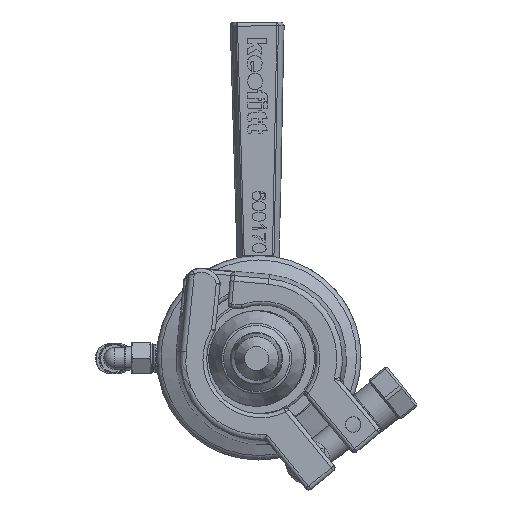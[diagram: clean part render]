
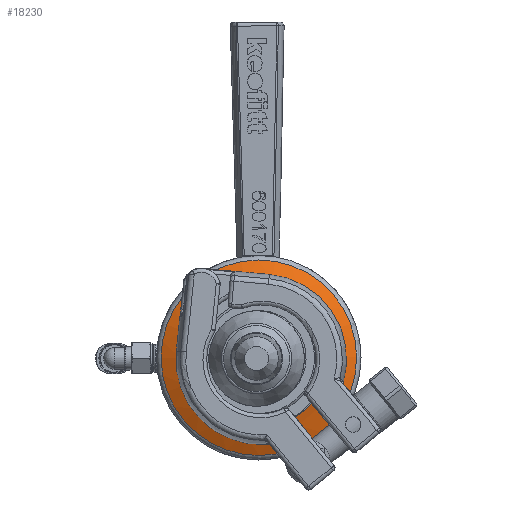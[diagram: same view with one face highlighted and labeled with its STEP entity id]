
A CAD part, left-side view. The second image highlights one B-rep face of the part: STEP entity #18230.
In plain terms, the highlighted conical face has half-angle 65 degrees and reference radius 20.25 mm.
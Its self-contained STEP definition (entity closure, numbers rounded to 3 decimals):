
#376=CONICAL_SURFACE('',#19790,20.25,1.134);
#1971=FACE_OUTER_BOUND('',#2991,.T.);
#2991=EDGE_LOOP('',(#13659,#13660,#13661,#13662,#13663,#13664));
#4052=LINE('',#34438,#5200);
#5200=VECTOR('',#22907,20.25);
#6388=CIRCLE('',#19788,25.345);
#6389=CIRCLE('',#19789,25.345);
#6390=CIRCLE('',#19791,15.155);
#6391=CIRCLE('',#19792,15.155);
#7490=VERTEX_POINT('',#34431);
#7491=VERTEX_POINT('',#34433);
#7492=VERTEX_POINT('',#34437);
#7493=VERTEX_POINT('',#34439);
#9693=EDGE_CURVE('',#7490,#7491,#6388,.T.);
#9694=EDGE_CURVE('',#7491,#7490,#6389,.T.);
#9695=EDGE_CURVE('',#7491,#7492,#4052,.T.);
#9696=EDGE_CURVE('',#7493,#7492,#6390,.T.);
#9697=EDGE_CURVE('',#7492,#7493,#6391,.T.);
#13659=ORIENTED_EDGE('',*,*,#9694,.F.);
#13660=ORIENTED_EDGE('',*,*,#9695,.T.);
#13661=ORIENTED_EDGE('',*,*,#9696,.F.);
#13662=ORIENTED_EDGE('',*,*,#9697,.F.);
#13663=ORIENTED_EDGE('',*,*,#9695,.F.);
#13664=ORIENTED_EDGE('',*,*,#9693,.F.);
#18230=ADVANCED_FACE('',(#1971),#376,.T.);
#19788=AXIS2_PLACEMENT_3D('',#34434,#22901,#22902);
#19789=AXIS2_PLACEMENT_3D('',#34435,#22903,#22904);
#19790=AXIS2_PLACEMENT_3D('',#34436,#22905,#22906);
#19791=AXIS2_PLACEMENT_3D('',#34440,#22908,#22909);
#19792=AXIS2_PLACEMENT_3D('',#34441,#22910,#22911);
#22901=DIRECTION('center_axis',(1.,0.,0.));
#22902=DIRECTION('ref_axis',(0.,-1.,0.005));
#22903=DIRECTION('center_axis',(1.,0.,0.));
#22904=DIRECTION('ref_axis',(0.,-1.,0.005));
#22905=DIRECTION('center_axis',(1.,0.,0.));
#22906=DIRECTION('ref_axis',(0.,1.,-0.005));
#22907=DIRECTION('',(-0.423,0.906,-0.005));
#22908=DIRECTION('center_axis',(-1.,0.,0.));
#22909=DIRECTION('ref_axis',(0.,-1.,0.005));
#22910=DIRECTION('center_axis',(-1.,0.,0.));
#22911=DIRECTION('ref_axis',(0.,-1.,0.005));
#34431=CARTESIAN_POINT('',(-41.96,0.129,25.345));
#34433=CARTESIAN_POINT('',(-41.96,-25.345,0.129));
#34434=CARTESIAN_POINT('Origin',(-41.96,0.,
0.));
#34435=CARTESIAN_POINT('Origin',(-41.96,0.,
0.));
#34436=CARTESIAN_POINT('Origin',(-44.336,0.,
0.));
#34437=CARTESIAN_POINT('',(-46.712,-15.155,0.077));
#34438=CARTESIAN_POINT('',(-44.336,-20.25,0.103));
#34439=CARTESIAN_POINT('',(-46.712,0.077,15.155));
#34440=CARTESIAN_POINT('Origin',(-46.712,0.,
0.));
#34441=CARTESIAN_POINT('Origin',(-46.712,0.,
0.));
